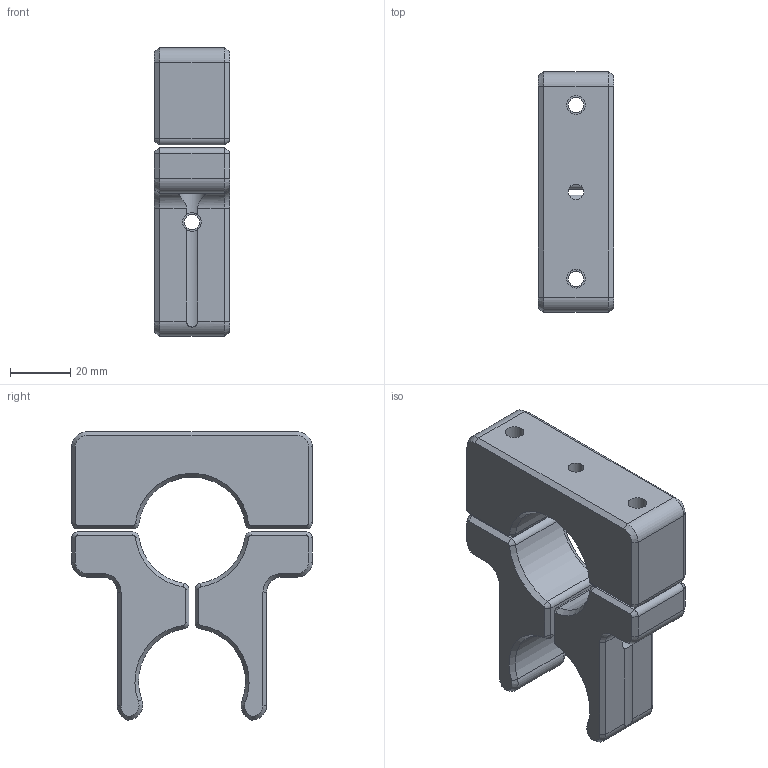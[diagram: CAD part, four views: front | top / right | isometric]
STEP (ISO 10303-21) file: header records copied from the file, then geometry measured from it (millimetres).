
FILE_DESCRIPTION(/* description */ (''),/* implementation_level */ '2;1');
FILE_NAME(/* name */ 'battery mount stablizer - heatsert version.step',/* time_stamp */ '2023-07-07T07:54:53-07:00',/* author */ (''),/* organization */ (''),/* preprocessor_version */ 'ST-DEVELOPER v19.2',/* originating_system */ 'Autodesk Translation Framework v12.6.0.85',/* authorisation */ '');
FILE_SCHEMA (('AUTOMOTIVE_DESIGN { 1 0 10303 214 3 1 1 }'));
Length unit declared in the file: millimetre
Products named in the file (1): battery mount stablizer - heatsert version
Bounding box: 25 x 80 x 95.9 mm (x, y, z)
Volume: 98916.2 mm3; surface area: 24847.4 mm2
Topology: 3 solids, 3 shells, 159 faces, 367 edges, 217 vertices
Faces by surface type: plane 60, cone 54, cylinder 45
Full cylindrical faces by diameter (mm): 5.2 x7, 6.2 x4, 9 x3
Entity records: 4638 total; most frequent: CARTESIAN_POINT 917, DIRECTION 812, ORIENTED_EDGE 734, EDGE_CURVE 367, AXIS2_PLACEMENT_3D 301, VERTEX_POINT 217, LINE 210, VECTOR 210
